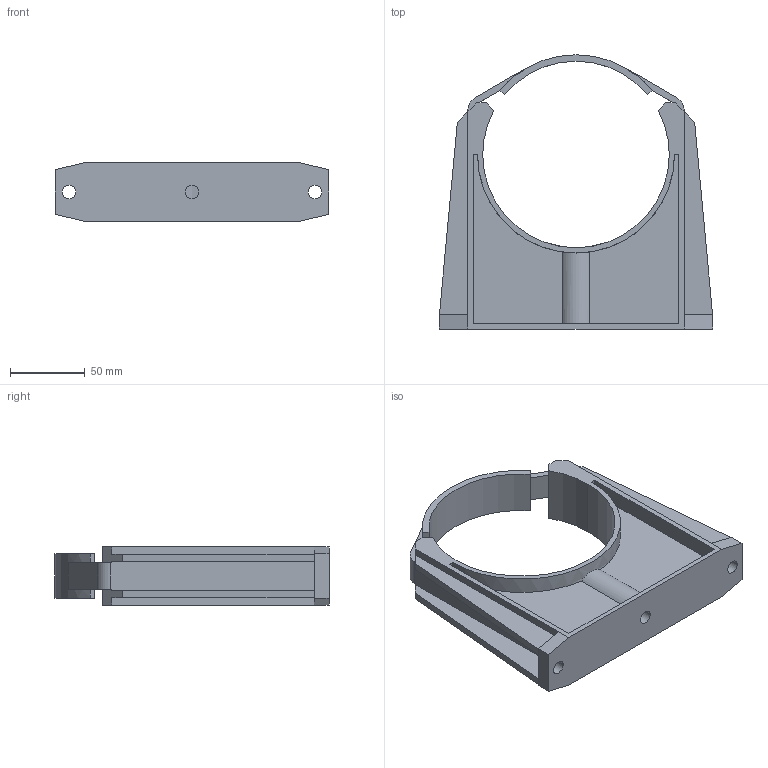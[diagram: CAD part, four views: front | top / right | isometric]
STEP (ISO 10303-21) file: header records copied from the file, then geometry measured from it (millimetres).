
FILE_DESCRIPTION (( 'STEP AP214' ), '1' );
FILE_NAME ('65934 Rohrschelle PP d125.step', '2008-04-23T02:12:22', ( '' ), ( '' ), 'SwSTEP 2.0', 'SolidWorks 2008', '' );
FILE_SCHEMA (( 'AUTOMOTIVE_DESIGN' ));
Length unit declared in the file: millimetre
Products named in the file (1): 65934 Rohrschelle PP d125
Bounding box: 183 x 183.8 x 39 mm (x, y, z)
Volume: 318077.3 mm3; surface area: 94029 mm2
Topology: 1 solids, 1 shells, 87 faces, 240 edges, 156 vertices
Faces by surface type: plane 68, cylinder 19
Entity records: 3695 total; most frequent: CARTESIAN_POINT 629, ORIENTED_EDGE 480, DIRECTION 452, EDGE_CURVE 240, VECTOR 196, LINE 196, VERTEX_POINT 156, AXIS2_PLACEMENT_3D 128
